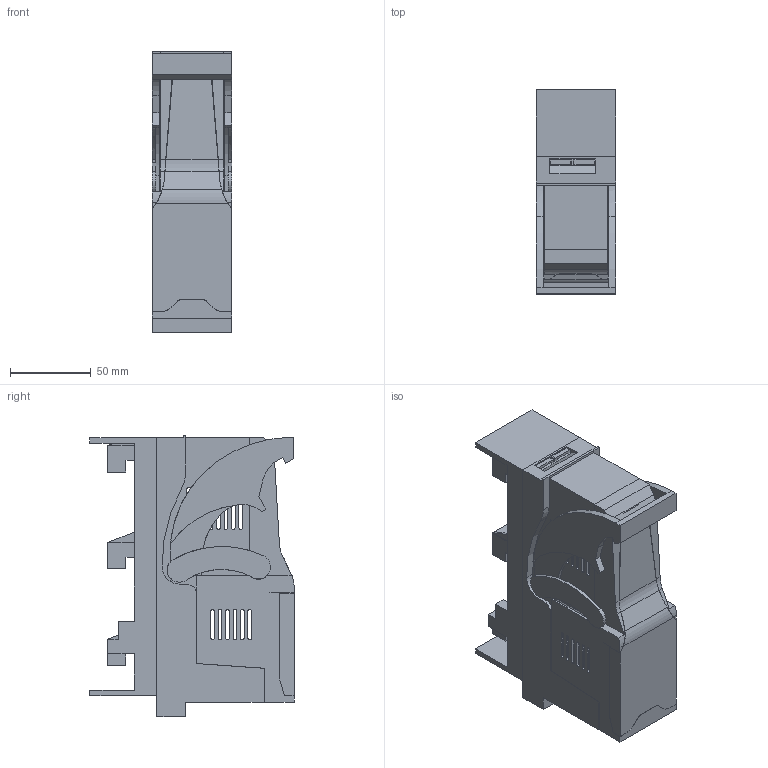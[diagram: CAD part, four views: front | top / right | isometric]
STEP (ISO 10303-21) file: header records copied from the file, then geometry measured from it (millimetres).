
FILE_DESCRIPTION(/* description */ ('STEP AP214'),/* implementation_level */ '2;1');
FILE_NAME(/* name */ '33801',/* time_stamp */ '2023-09-27T09:45:37+02:00',/* author */ ('License CC BY-ND 4.0'),/* organization */ ('CADENAS'),/* preprocessor_version */ 'ST-DEVELOPER v19.3',/* originating_system */ 'PARTsolutions',/* authorisation */ ' ');
FILE_SCHEMA (('AUTOMOTIVE_DESIGN {1 0 10303 214 3 1 1}'));
Length unit declared in the file: millimetre
Products named in the file (6): 33801; 77009ACrossBoardSnap-in; 77009ACrossBoardSnap-in Box; Cover; Housing; 32619_old
Assembly tree (9 placements, depth 2):
  33801
    77009ACrossBoardSnap-in  x4
    77009ACrossBoardSnap-in Box  x2
    Cover
    Housing
    32619_old
Bounding box: 49.5 x 126.65 x 174.5 mm (x, y, z)
Volume: 487575 mm3; surface area: 163170 mm2
Topology: 9 solids, 9 shells, 746 faces, 2138 edges, 1412 vertices
Faces by surface type: plane 596, cylinder 146, sphere 4
Full cylindrical faces by diameter (mm): 7 x3, 7.2 x2
Entity records: 26487 total; most frequent: CARTESIAN_POINT 4055, ORIENTED_EDGE 3980, DIRECTION 3682, EDGE_CURVE 1990, LINE 1676, VECTOR 1676, VERTEX_POINT 1320, AXIS2_PLACEMENT_3D 1003
